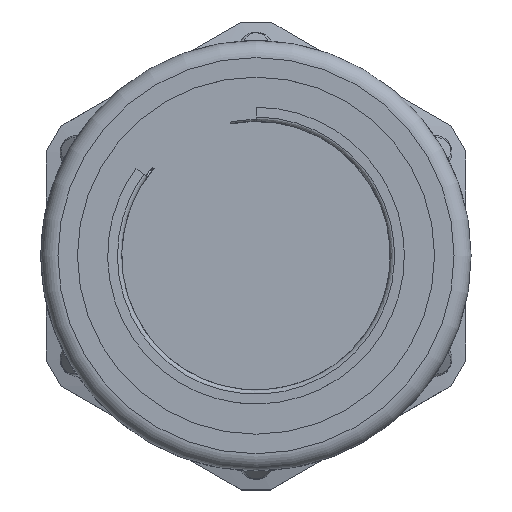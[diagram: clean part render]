
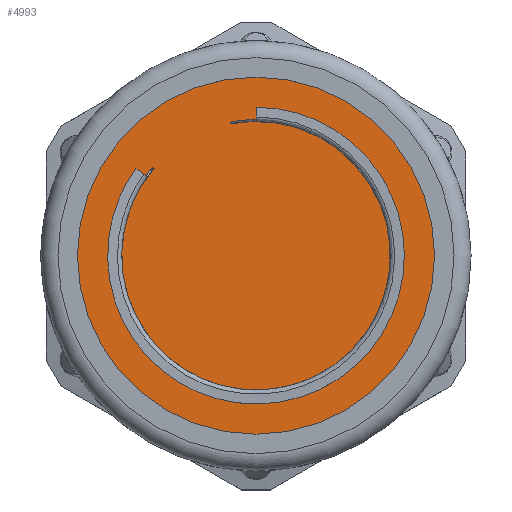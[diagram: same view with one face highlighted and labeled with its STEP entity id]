
A CAD part, top view. The second image highlights one B-rep face of the part: STEP entity #4993.
In plain terms, the highlighted planar face has unit normal (0, 0, 1).
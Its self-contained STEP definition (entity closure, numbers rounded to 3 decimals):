
#63=FACE_BOUND('',#863,.T.);
#174=PLANE('',#5338);
#564=FACE_OUTER_BOUND('',#862,.T.);
#862=EDGE_LOOP('',(#4651,#4652));
#863=EDGE_LOOP('',(#4653,#4654,#4655,#4656));
#1174=LINE('',#11894,#1494);
#1183=LINE('',#11919,#1503);
#1494=VECTOR('',#6281,10.);
#1503=VECTOR('',#6306,10.);
#1661=CIRCLE('',#5320,21.);
#1662=CIRCLE('',#5321,21.);
#1663=CIRCLE('',#5323,16.);
#1664=CIRCLE('',#5326,15.8);
#2394=VERTEX_POINT('',#11805);
#2395=VERTEX_POINT('',#11807);
#2396=VERTEX_POINT('',#11811);
#2397=VERTEX_POINT('',#11812);
#2402=VERTEX_POINT('',#11852);
#2403=VERTEX_POINT('',#11853);
#3130=EDGE_CURVE('',#2395,#2394,#1661,.T.);
#3131=EDGE_CURVE('',#2394,#2395,#1662,.T.);
#3132=EDGE_CURVE('',#2396,#2397,#1663,.T.);
#3138=EDGE_CURVE('',#2402,#2403,#1664,.T.);
#3145=EDGE_CURVE('',#2403,#2396,#1174,.T.);
#3158=EDGE_CURVE('',#2397,#2402,#1183,.T.);
#4651=ORIENTED_EDGE('',*,*,#3130,.T.);
#4652=ORIENTED_EDGE('',*,*,#3131,.T.);
#4653=ORIENTED_EDGE('',*,*,#3145,.F.);
#4654=ORIENTED_EDGE('',*,*,#3138,.F.);
#4655=ORIENTED_EDGE('',*,*,#3158,.F.);
#4656=ORIENTED_EDGE('',*,*,#3132,.F.);
#4993=ADVANCED_FACE('',(#564,#63),#174,.T.);
#5320=AXIS2_PLACEMENT_3D('',#11808,#6260,#6261);
#5321=AXIS2_PLACEMENT_3D('',#11809,#6262,#6263);
#5323=AXIS2_PLACEMENT_3D('',#11813,#6266,#6267);
#5326=AXIS2_PLACEMENT_3D('',#11854,#6273,#6274);
#5338=AXIS2_PLACEMENT_3D('',#12251,#6309,#6310);
#6260=DIRECTION('center_axis',(0.,0.,1.));
#6261=DIRECTION('ref_axis',(1.,0.,0.));
#6262=DIRECTION('center_axis',(0.,0.,1.));
#6263=DIRECTION('ref_axis',(1.,0.,0.));
#6266=DIRECTION('center_axis',(0.,0.,1.));
#6267=DIRECTION('ref_axis',(-1.,0.,0.));
#6273=DIRECTION('center_axis',(0.,0.,-1.));
#6274=DIRECTION('ref_axis',(-1.,0.,0.));
#6281=DIRECTION('',(-0.809,0.588,0.));
#6306=DIRECTION('',(0.,-1.,0.));
#6309=DIRECTION('center_axis',(0.,0.,1.));
#6310=DIRECTION('ref_axis',(1.,0.,0.));
#11805=CARTESIAN_POINT('',(-21.,0.,0.));
#11807=CARTESIAN_POINT('',(21.,0.,0.));
#11808=CARTESIAN_POINT('Origin',(0.,0.,0.));
#11809=CARTESIAN_POINT('Origin',(0.,0.,0.));
#11811=CARTESIAN_POINT('',(-12.137,10.425,0.));
#11812=CARTESIAN_POINT('',(-3.,15.716,0.));
#11813=CARTESIAN_POINT('Origin',(0.,0.,0.));
#11852=CARTESIAN_POINT('',(-3.,15.513,0.));
#11853=CARTESIAN_POINT('',(-11.975,10.307,0.));
#11854=CARTESIAN_POINT('Origin',(0.,0.,0.));
#11894=CARTESIAN_POINT('',(-5.717,5.761,0.));
#11919=CARTESIAN_POINT('',(-3.,8.012,0.));
#12251=CARTESIAN_POINT('Origin',(0.,0.,0.));
